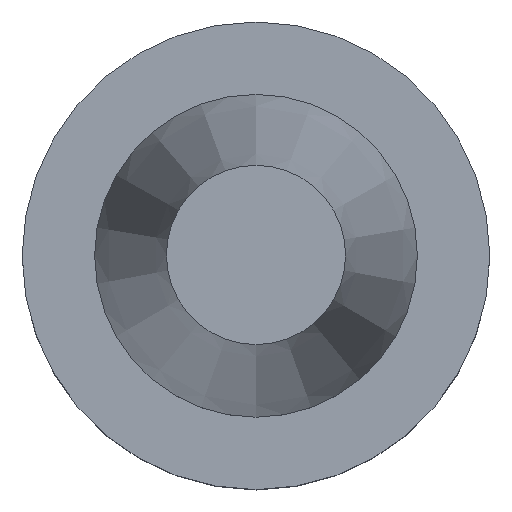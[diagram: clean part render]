
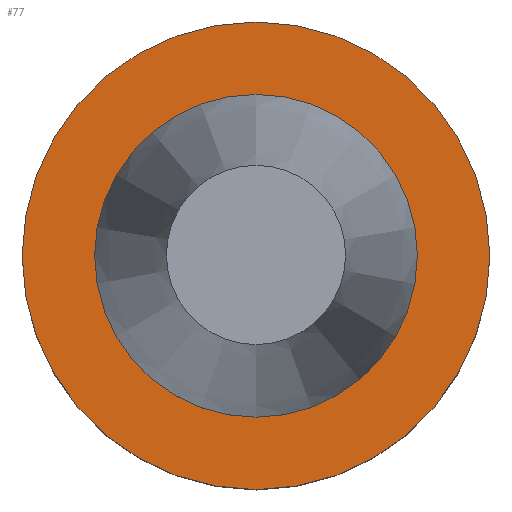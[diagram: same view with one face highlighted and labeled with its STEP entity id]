
A CAD part, top view. The second image highlights one B-rep face of the part: STEP entity #77.
In plain terms, the highlighted planar face has unit normal (0, 0, 1).
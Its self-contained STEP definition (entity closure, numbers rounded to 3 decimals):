
#77=ADVANCED_FACE('Unnamed[1]',(#186,#187),#188,.T.);
#105=EDGE_CURVE('Unnamed[1]',#230,#230,#231,.T.);
#127=EDGE_CURVE('Unnamed[1]',#263,#263,#264,.T.);
#186=FACE_OUTER_BOUND('',#327,.T.);
#187=FACE_BOUND('',#328,.T.);
#188=PLANE('',#329);
#230=VERTEX_POINT('',#381);
#231=CIRCLE('',#382,23.0);
#263=VERTEX_POINT('',#423);
#264=CIRCLE('',#424,15.875);
#327=EDGE_LOOP('',(#479));
#328=EDGE_LOOP('',(#480));
#329=AXIS2_PLACEMENT_3D('',#481,#482,#483);
#381=CARTESIAN_POINT('',(0.,23.0,-1.));
#382=AXIS2_PLACEMENT_3D('',#527,#528,#529);
#423=CARTESIAN_POINT('',(0.,15.875,-1.));
#424=AXIS2_PLACEMENT_3D('',#564,#565,#566);
#479=ORIENTED_EDGE('',*,*,#105,.F.);
#480=ORIENTED_EDGE('',*,*,#127,.T.);
#481=CARTESIAN_POINT('',(0.,19.438,-1.));
#482=DIRECTION('',(0.,0.,1.0));
#483=DIRECTION('',(0.,-1.0,0.));
#527=CARTESIAN_POINT('',(0.,0.,-1.0));
#528=DIRECTION('',(0.,0.,-1.0));
#529=DIRECTION('',(0.,1.0,0.));
#564=CARTESIAN_POINT('',(0.,0.,-1.0));
#565=DIRECTION('',(0.,0.,-1.0));
#566=DIRECTION('',(0.,1.0,0.));
